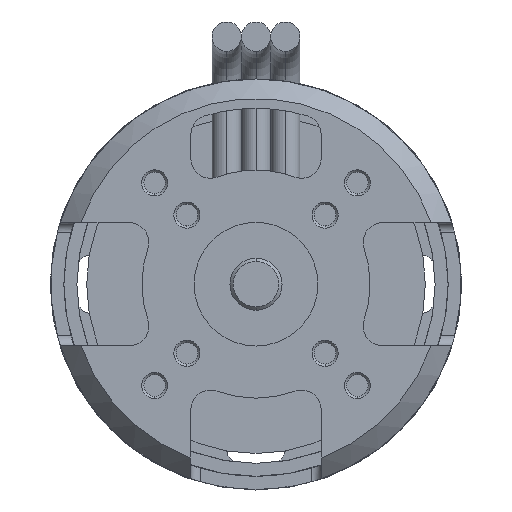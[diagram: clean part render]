
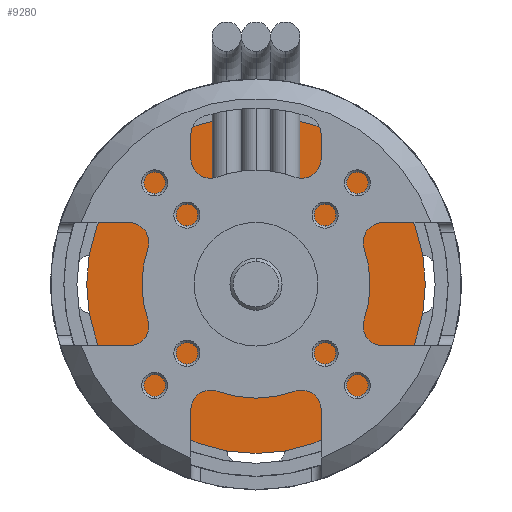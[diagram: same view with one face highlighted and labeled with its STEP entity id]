
A CAD part, left-side view. The second image highlights one B-rep face of the part: STEP entity #9280.
In plain terms, the highlighted planar face has unit normal (-1, 0, 0).
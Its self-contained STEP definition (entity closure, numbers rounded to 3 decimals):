
#497 = DIRECTION ( 'NONE',  ( 0., 0., 1. ) ) ;
#757 = EDGE_CURVE ( 'NONE', #8335, #1910, #2574, .T. ) ;
#901 = EDGE_CURVE ( 'NONE', #7933, #9108, #7131, .T. ) ;
#1378 = ORIENTED_EDGE ( 'NONE', *, *, #901, .T. ) ;
#1692 = DIRECTION ( 'NONE',  ( 0., 0., 1. ) ) ;
#1910 = VERTEX_POINT ( 'NONE', #4298 ) ;
#2045 = AXIS2_PLACEMENT_3D ( 'NONE', #11591, #10676, #4087 ) ;
#2369 = CIRCLE ( 'NONE', #5767, 4. ) ;
#2491 = DIRECTION ( 'NONE',  ( 1., 0., 0. ) ) ;
#2574 = CIRCLE ( 'NONE', #4032, 4. ) ;
#2649 = FACE_OUTER_BOUND ( 'NONE', #7049, .T. ) ;
#2655 = CARTESIAN_POINT ( 'NONE',  ( 39., 0., 0. ) ) ;
#3126 = DIRECTION ( 'NONE',  ( 0., 0., 1. ) ) ;
#3149 = AXIS2_PLACEMENT_3D ( 'NONE', #7064, #6015, #3126 ) ;
#3294 = ORIENTED_EDGE ( 'NONE', *, *, #757, .T. ) ;
#3327 = EDGE_LOOP ( 'NONE', ( #3294, #4197 ) ) ;
#3435 = CARTESIAN_POINT ( 'NONE',  ( 39., 0., 26. ) ) ;
#3704 = EDGE_CURVE ( 'NONE', #9108, #7933, #11471, .T. ) ;
#4032 = AXIS2_PLACEMENT_3D ( 'NONE', #4165, #4135, #8910 ) ;
#4087 = DIRECTION ( 'NONE',  ( 0., 0., 1. ) ) ;
#4135 = DIRECTION ( 'NONE',  ( 1., 0., 0. ) ) ;
#4165 = CARTESIAN_POINT ( 'NONE',  ( 39., 0., 0. ) ) ;
#4197 = ORIENTED_EDGE ( 'NONE', *, *, #8017, .T. ) ;
#4298 = CARTESIAN_POINT ( 'NONE',  ( 39., 0., -4. ) ) ;
#5767 = AXIS2_PLACEMENT_3D ( 'NONE', #2655, #2491, #1692 ) ;
#6015 = DIRECTION ( 'NONE',  ( -1., 0., 0. ) ) ;
#6765 = PLANE ( 'NONE',  #2045 ) ;
#7049 = EDGE_LOOP ( 'NONE', ( #11503, #1378 ) ) ;
#7064 = CARTESIAN_POINT ( 'NONE',  ( 39., 0., 0. ) ) ;
#7131 = CIRCLE ( 'NONE', #11037, 26. ) ;
#7235 = DIRECTION ( 'NONE',  ( -1., 0., 0. ) ) ;
#7933 = VERTEX_POINT ( 'NONE', #3435 ) ;
#8017 = EDGE_CURVE ( 'NONE', #1910, #8335, #2369, .T. ) ;
#8335 = VERTEX_POINT ( 'NONE', #11806 ) ;
#8910 = DIRECTION ( 'NONE',  ( 0., 0., 1. ) ) ;
#9108 = VERTEX_POINT ( 'NONE', #9114 ) ;
#9114 = CARTESIAN_POINT ( 'NONE',  ( 39., 0., -26. ) ) ;
#9280 = ADVANCED_FACE ( 'NONE', ( #11697, #2649 ), #6765, .T. ) ;
#10676 = DIRECTION ( 'NONE',  ( -1., 0., 0. ) ) ;
#11037 = AXIS2_PLACEMENT_3D ( 'NONE', #11052, #7235, #497 ) ;
#11052 = CARTESIAN_POINT ( 'NONE',  ( 39., 0., 0. ) ) ;
#11471 = CIRCLE ( 'NONE', #3149, 26. ) ;
#11503 = ORIENTED_EDGE ( 'NONE', *, *, #3704, .T. ) ;
#11591 = CARTESIAN_POINT ( 'NONE',  ( 39., 0., -34.957 ) ) ;
#11697 = FACE_BOUND ( 'NONE', #3327, .T. ) ;
#11806 = CARTESIAN_POINT ( 'NONE',  ( 39., 0., 4. ) ) ;
